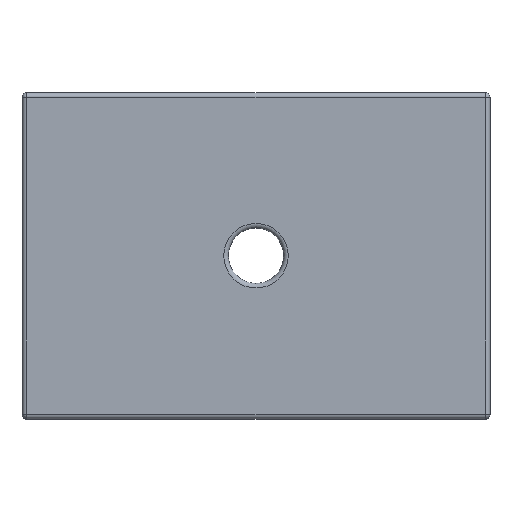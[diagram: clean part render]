
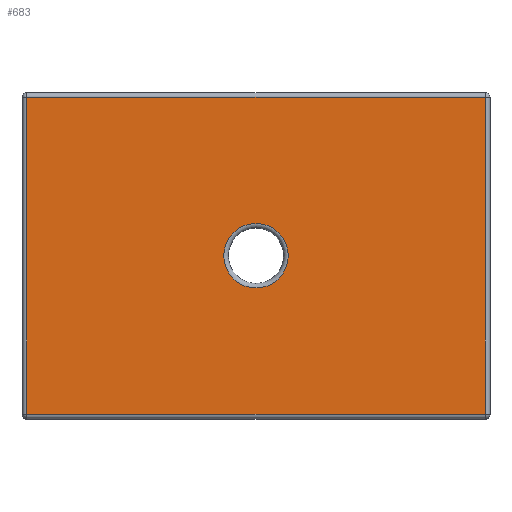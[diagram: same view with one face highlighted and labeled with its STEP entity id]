
A CAD part, top view. The second image highlights one B-rep face of the part: STEP entity #683.
In plain terms, the highlighted planar face has unit normal (0, 0, 1).
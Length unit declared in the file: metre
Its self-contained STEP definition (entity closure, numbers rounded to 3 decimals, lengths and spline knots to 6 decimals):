
#85=LINE('',#1176,#131);
#86=LINE('',#1179,#132);
#87=LINE('',#1181,#133);
#88=LINE('',#1183,#134);
#131=VECTOR('',#902,1.);
#132=VECTOR('',#903,1.);
#133=VECTOR('',#904,1.);
#134=VECTOR('',#905,1.);
#182=ORIENTED_EDGE('',*,*,#374,.T.);
#183=ORIENTED_EDGE('',*,*,#375,.T.);
#184=ORIENTED_EDGE('',*,*,#376,.T.);
#185=ORIENTED_EDGE('',*,*,#377,.T.);
#186=ORIENTED_EDGE('',*,*,#378,.T.);
#374=EDGE_CURVE('',#470,#470,#496,.F.);
#375=EDGE_CURVE('',#471,#472,#85,.T.);
#376=EDGE_CURVE('',#472,#473,#86,.F.);
#377=EDGE_CURVE('',#473,#474,#87,.F.);
#378=EDGE_CURVE('',#474,#471,#88,.T.);
#470=VERTEX_POINT('',#1175);
#471=VERTEX_POINT('',#1177);
#472=VERTEX_POINT('',#1178);
#473=VERTEX_POINT('',#1180);
#474=VERTEX_POINT('',#1182);
#496=CIRCLE('',#755,0.0035);
#547=EDGE_LOOP('',(#182));
#548=EDGE_LOOP('',(#183,#184,#185,#186));
#611=FACE_BOUND('',#547,.T.);
#612=FACE_BOUND('',#548,.T.);
#670=PLANE('',#754);
#683=ADVANCED_FACE('',(#611,#612),#670,.T.);
#754=AXIS2_PLACEMENT_3D('',#1173,#898,#899);
#755=AXIS2_PLACEMENT_3D('',#1174,#900,#901);
#898=DIRECTION('',(0.,0.,1.));
#899=DIRECTION('',(1.,0.,0.));
#900=DIRECTION('',(0.,0.,1.));
#901=DIRECTION('',(1.,0.,0.));
#902=DIRECTION('',(0.,1.,0.));
#903=DIRECTION('',(1.,0.,0.));
#904=DIRECTION('',(0.,1.,0.));
#905=DIRECTION('',(1.,0.,0.));
#1173=CARTESIAN_POINT('',(0.,0.,0.005));
#1174=CARTESIAN_POINT('',(0.,0.,0.005));
#1175=CARTESIAN_POINT('',(0.0035,0.,0.005));
#1176=CARTESIAN_POINT('',(0.0249,0.0177,0.005));
#1177=CARTESIAN_POINT('',(0.0249,-0.0172,0.005));
#1178=CARTESIAN_POINT('',(0.0249,0.0172,0.005));
#1179=CARTESIAN_POINT('',(0.,0.0172,0.005));
#1180=CARTESIAN_POINT('',(-0.0249,0.0172,0.005));
#1181=CARTESIAN_POINT('',(-0.0249,0.,0.005));
#1182=CARTESIAN_POINT('',(-0.0249,-0.0172,0.005));
#1183=CARTESIAN_POINT('',(0.0254,-0.0172,0.005));
